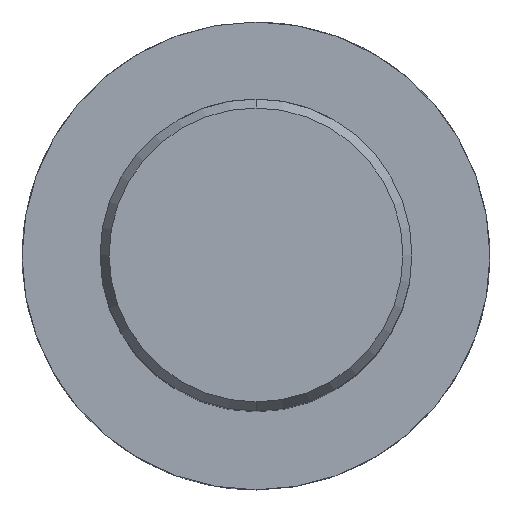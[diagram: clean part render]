
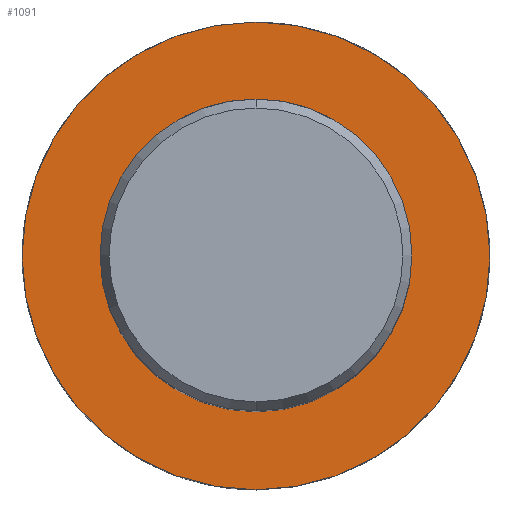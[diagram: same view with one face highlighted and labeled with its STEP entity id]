
A CAD part, top view. The second image highlights one B-rep face of the part: STEP entity #1091.
In plain terms, the highlighted planar face has unit normal (0, 0, 1).
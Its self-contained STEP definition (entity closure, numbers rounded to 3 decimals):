
#521=EDGE_CURVE('',#651,#955,#1358,.T.);
#643=EDGE_CURVE('',#931,#721,#1492,.T.);
#651=VERTEX_POINT('',#1500);
#721=VERTEX_POINT('',#1580);
#887=EDGE_CURVE('',#955,#651,#1766,.T.);
#931=VERTEX_POINT('',#1812);
#955=VERTEX_POINT('',#1838);
#989=EDGE_CURVE('',#721,#931,#1874,.T.);
#1091=ADVANCED_FACE('',(#1987,#1988),#1989,.T.);
#1358=CIRCLE('',#2388,30.0);
#1492=CIRCLE('',#2705,20.0);
#1500=CARTESIAN_POINT('',(0.0,30.0,-70.0));
#1580=CARTESIAN_POINT('',(0.,-20.0,-70.0));
#1766=CIRCLE('',#4181,30.0);
#1812=CARTESIAN_POINT('',(0.0,20.0,-70.0));
#1838=CARTESIAN_POINT('',(0.,-30.0,-70.0));
#1874=CIRCLE('',#4526,20.0);
#1987=FACE_BOUND('',#4739,.T.);
#1988=FACE_OUTER_BOUND('',#4740,.T.);
#1989=PLANE('',#4741);
#2388=AXIS2_PLACEMENT_3D('',#5334,#5335,#5336);
#2705=AXIS2_PLACEMENT_3D('',#5490,#5491,#5492);
#4181=AXIS2_PLACEMENT_3D('',#5900,#5901,#5902);
#4526=AXIS2_PLACEMENT_3D('',#5994,#5995,#5996);
#4739=EDGE_LOOP('',(#6113,#6114));
#4740=EDGE_LOOP('',(#6115,#6116));
#4741=AXIS2_PLACEMENT_3D('',#6117,#6118,#6119);
#5334=CARTESIAN_POINT('',(0.0,0.0,-70.0));
#5335=DIRECTION('',(0.0,0.0,-1.0));
#5336=DIRECTION('',(0.0,1.0,0.0));
#5490=CARTESIAN_POINT('',(0.0,0.0,-70.0));
#5491=DIRECTION('',(-0.0,0.0,-1.0));
#5492=DIRECTION('',(0.0,1.0,0.0));
#5900=CARTESIAN_POINT('',(0.0,0.0,-70.0));
#5901=DIRECTION('',(0.0,0.0,-1.0));
#5902=DIRECTION('',(0.0,1.0,0.0));
#5994=CARTESIAN_POINT('',(0.0,0.0,-70.0));
#5995=DIRECTION('',(-0.0,0.0,-1.0));
#5996=DIRECTION('',(0.0,1.0,0.0));
#6113=ORIENTED_EDGE('',*,*,#643,.T.);
#6114=ORIENTED_EDGE('',*,*,#989,.T.);
#6115=ORIENTED_EDGE('',*,*,#521,.F.);
#6116=ORIENTED_EDGE('',*,*,#887,.F.);
#6117=CARTESIAN_POINT('',(0.0,15.0,-70.0));
#6118=DIRECTION('',(-0.0,0.0,1.0));
#6119=DIRECTION('',(0.0,-1.0,0.0));
